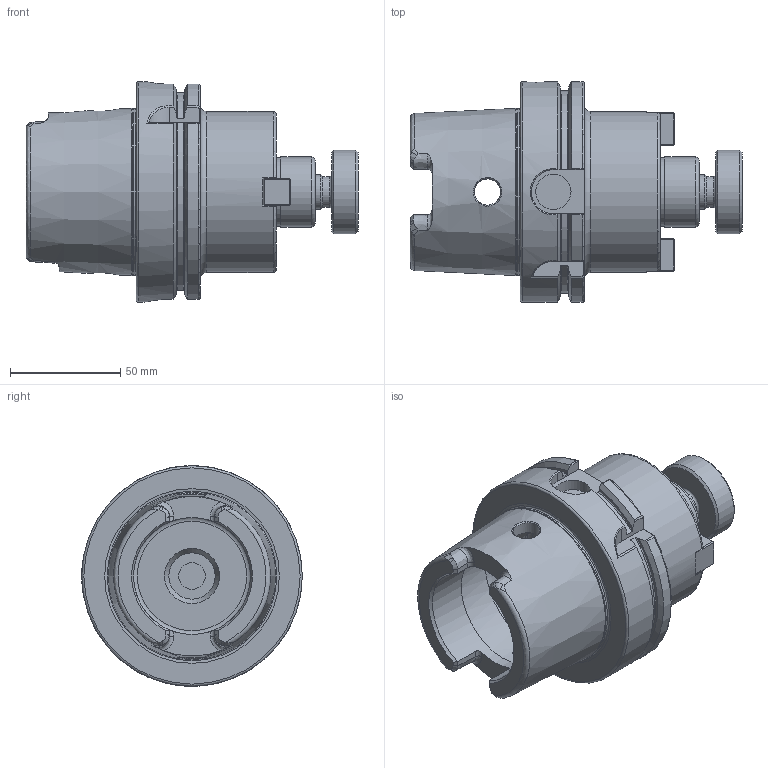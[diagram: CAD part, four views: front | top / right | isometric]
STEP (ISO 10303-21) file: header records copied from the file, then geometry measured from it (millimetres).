
FILE_DESCRIPTION(/* description */ (''),/* implementation_level */ '2;1');
FILE_NAME(/* name */ 'HSK100A-SM125-0250.stp',/* time_stamp */ '2019-07-25T08:58:20-05:00',/* author */ ('ldfli'),/* organization */ ('Pioneer N.A.'),/* preprocessor_version */ 'ST-DEVELOPER v18',/* originating_system */ 'Autodesk Inventor LT',/* authorisation */ '');
FILE_SCHEMA (('AUTOMOTIVE_DESIGN { 1 0 10303 214 3 1 1 }'));
Length unit declared in the file: millimetre
Products named in the file (1): HSK100A-SM125-0250
Bounding box: 150.5 x 100 x 100 mm (x, y, z)
Volume: 423450.1 mm3; surface area: 71337.2 mm2
Topology: 4 solids, 4 shells, 291 faces, 748 edges, 485 vertices
Faces by surface type: plane 150, cylinder 47, bspline 46, cone 25, torus 23
Full cylindrical faces by diameter (mm): 4.134 x2, 5 x2, 5.5 x2, 8.5 x2, 9.5 x2, 10 x1, 12 x3, 14 x1, 14.351 x1, 15.875 x1, 16 x1, 21 x1, 25 x1, 26 x1, 31.25 x1, 31.75 x1, 38 x1, 53 x2, 63 x1, 73 x1, 75.519 x1, 100 x1
Entity records: 11856 total; most frequent: CARTESIAN_POINT 4982, ORIENTED_EDGE 1496, DIRECTION 1310, EDGE_CURVE 748, VERTEX_POINT 487, AXIS2_PLACEMENT_3D 475, LINE 360, VECTOR 360
